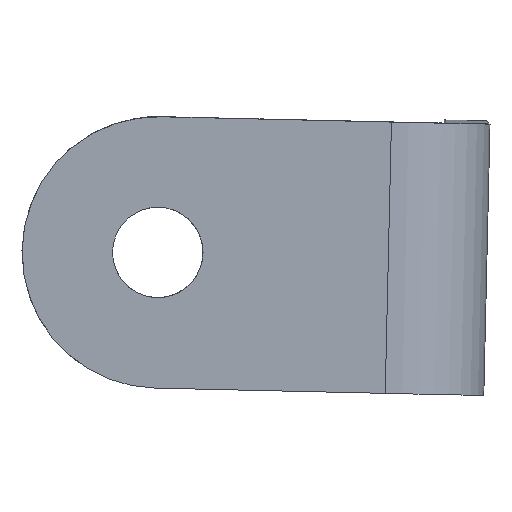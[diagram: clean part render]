
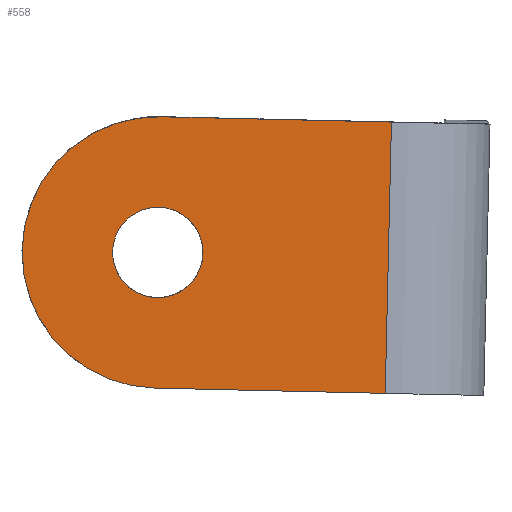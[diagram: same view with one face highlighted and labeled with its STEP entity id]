
A CAD part, front view. The second image highlights one B-rep face of the part: STEP entity #558.
In plain terms, the highlighted planar face has unit normal (0.003, -1, -0.003).
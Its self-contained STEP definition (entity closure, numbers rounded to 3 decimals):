
#313=CARTESIAN_POINT('Vertex',(2121.562,-95.23,318.816)) ;
#333=CARTESIAN_POINT('Line Origine',(2121.341,-95.202,309.219)) ;
#337=CARTESIAN_POINT('Vertex',(2121.121,-95.174,299.621)) ;
#481=CARTESIAN_POINT('Axis2P3D Location',(2105.034,-95.259,309.593)) ;
#485=CARTESIAN_POINT('Vertex',(2104.814,-95.231,299.995)) ;
#487=CARTESIAN_POINT('Vertex',(2105.254,-95.287,319.19)) ;
#512=CARTESIAN_POINT('Line Origine',(2112.967,-95.202,299.808)) ;
#524=CARTESIAN_POINT('Axis2P3D Location',(0.348,-101.537,-0.305)) ;
#529=CARTESIAN_POINT('Line Origine',(2113.408,-95.258,319.003)) ;
#540=CARTESIAN_POINT('Axis2P3D Location',(2105.034,-95.259,309.593)) ;
#544=CARTESIAN_POINT('Vertex',(2101.834,-95.27,309.593)) ;
#546=CARTESIAN_POINT('Vertex',(2108.234,-95.248,309.593)) ;
#549=CARTESIAN_POINT('Axis2P3D Location',(2105.034,-95.259,309.593)) ;
#335=VECTOR('Line Direction',#334,1.) ;
#514=VECTOR('Line Direction',#513,1.) ;
#531=VECTOR('Line Direction',#530,1.) ;
#334=DIRECTION('Vector Direction',(0.023,-0.003,1.)) ;
#482=DIRECTION('Axis2P3D Direction',(-0.003,1.,0.003)) ;
#513=DIRECTION('Vector Direction',(-1.,-0.003,0.023)) ;
#525=DIRECTION('Axis2P3D Direction',(-0.003,1.,0.003)) ;
#526=DIRECTION('Axis2P3D XDirection',(-1.,-0.003,0.)) ;
#530=DIRECTION('Vector Direction',(1.,0.003,-0.023)) ;
#541=DIRECTION('Axis2P3D Direction',(-0.003,1.,0.003)) ;
#550=DIRECTION('Axis2P3D Direction',(-0.003,1.,0.003)) ;
#483=AXIS2_PLACEMENT_3D('Circle Axis2P3D',#481,#482,$) ;
#527=AXIS2_PLACEMENT_3D('Plane Axis2P3D',#524,#525,#526) ;
#542=AXIS2_PLACEMENT_3D('Circle Axis2P3D',#540,#541,$) ;
#551=AXIS2_PLACEMENT_3D('Circle Axis2P3D',#549,#550,$) ;
#336=LINE('Line',#333,#335) ;
#515=LINE('Line',#512,#514) ;
#532=LINE('Line',#529,#531) ;
#484=CIRCLE('generated circle',#483,9.6) ;
#543=CIRCLE('generated circle',#542,3.2) ;
#552=CIRCLE('generated circle',#551,3.2) ;
#528=PLANE('',#527) ;
#557=FACE_BOUND('',#554,.T.) ;
#339=EDGE_CURVE('',#314,#338,#336,.F.) ;
#489=EDGE_CURVE('',#486,#488,#484,.T.) ;
#516=EDGE_CURVE('',#338,#486,#515,.T.) ;
#533=EDGE_CURVE('',#488,#314,#532,.T.) ;
#548=EDGE_CURVE('',#545,#547,#543,.T.) ;
#553=EDGE_CURVE('',#547,#545,#552,.T.) ;
#535=ORIENTED_EDGE('',*,*,#489,.F.) ;
#536=ORIENTED_EDGE('',*,*,#516,.F.) ;
#537=ORIENTED_EDGE('',*,*,#339,.F.) ;
#538=ORIENTED_EDGE('',*,*,#533,.F.) ;
#555=ORIENTED_EDGE('',*,*,#548,.T.) ;
#556=ORIENTED_EDGE('',*,*,#553,.T.) ;
#534=EDGE_LOOP('',(#535,#536,#537,#538)) ;
#554=EDGE_LOOP('',(#555,#556)) ;
#314=VERTEX_POINT('',#313) ;
#338=VERTEX_POINT('',#337) ;
#486=VERTEX_POINT('',#485) ;
#488=VERTEX_POINT('',#487) ;
#545=VERTEX_POINT('',#544) ;
#547=VERTEX_POINT('',#546) ;
#558=ADVANCED_FACE('Corps principal',(#539,#557),#528,.F.) ;
#539=FACE_OUTER_BOUND('',#534,.T.) ;
